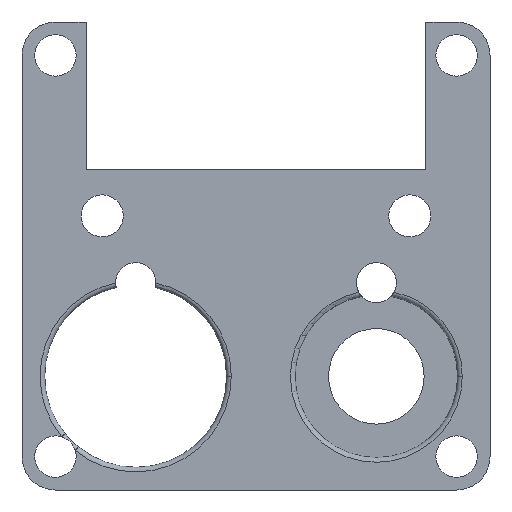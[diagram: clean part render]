
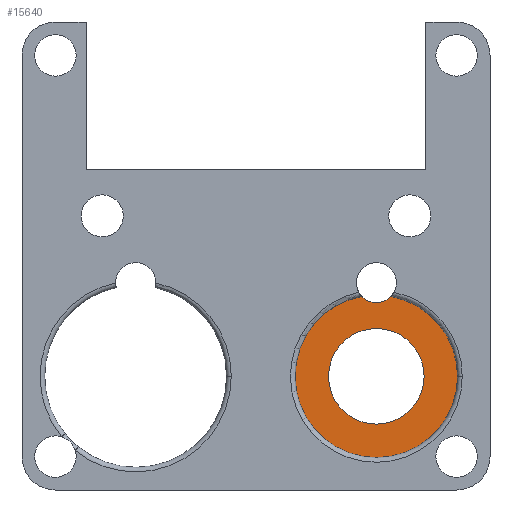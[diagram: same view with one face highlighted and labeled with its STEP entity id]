
A CAD part, front view. The second image highlights one B-rep face of the part: STEP entity #15640.
In plain terms, the highlighted planar face has unit normal (0, -1, 0).
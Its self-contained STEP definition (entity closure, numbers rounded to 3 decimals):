
#668 = CYLINDRICAL_SURFACE('',#669,3.575);
#669 = AXIS2_PLACEMENT_3D('',#670,#671,#672);
#670 = CARTESIAN_POINT('',(9.,0.,-9.));
#671 = DIRECTION('',(0.,1.,0.));
#672 = DIRECTION('',(1.,0.,0.));
#738 = CYLINDRICAL_SURFACE('',#739,1.5);
#739 = AXIS2_PLACEMENT_3D('',#740,#741,#742);
#740 = CARTESIAN_POINT('',(9.,0.,-2.));
#741 = DIRECTION('',(0.,1.,0.));
#742 = DIRECTION('',(1.,0.,0.));
#6665 = VERTEX_POINT('',#6666);
#6666 = CARTESIAN_POINT('',(12.575,-1.,-9.));
#6687 = EDGE_CURVE('',#6665,#6665,#6688,.T.);
#6688 = SURFACE_CURVE('',#6689,(#6694,#6701),.PCURVE_S1.);
#6689 = CIRCLE('',#6690,3.575);
#6690 = AXIS2_PLACEMENT_3D('',#6691,#6692,#6693);
#6691 = CARTESIAN_POINT('',(9.,-1.,-9.));
#6692 = DIRECTION('',(-0.,1.,0.));
#6693 = DIRECTION('',(1.,0.,0.));
#6694 = PCURVE('',#668,#6695);
#6695 = DEFINITIONAL_REPRESENTATION('',(#6696),#6700);
#6696 = LINE('',#6697,#6698);
#6697 = CARTESIAN_POINT('',(-6.283,-1.));
#6698 = VECTOR('',#6699,1.);
#6699 = DIRECTION('',(1.,-0.));
#6700 = ( GEOMETRIC_REPRESENTATION_CONTEXT(2) 
PARAMETRIC_REPRESENTATION_CONTEXT() REPRESENTATION_CONTEXT('2D SPACE',''
  ) );
#6701 = PCURVE('',#6702,#6707);
#6702 = PLANE('',#6703);
#6703 = AXIS2_PLACEMENT_3D('',#6704,#6705,#6706);
#6704 = CARTESIAN_POINT('',(9.,-1.,-9.));
#6705 = DIRECTION('',(0.,1.,0.));
#6706 = DIRECTION('',(0.,0.,1.));
#6707 = DEFINITIONAL_REPRESENTATION('',(#6708),#6712);
#6708 = CIRCLE('',#6709,3.575);
#6709 = AXIS2_PLACEMENT_2D('',#6710,#6711);
#6710 = CARTESIAN_POINT('',(0.,0.));
#6711 = DIRECTION('',(0.,1.));
#6712 = ( GEOMETRIC_REPRESENTATION_CONTEXT(2) 
PARAMETRIC_REPRESENTATION_CONTEXT() REPRESENTATION_CONTEXT('2D SPACE',''
  ) );
#6927 = VERTEX_POINT('',#6928);
#6928 = CARTESIAN_POINT('',(7.904,-1.,-3.025));
#6942 = CYLINDRICAL_SURFACE('',#6943,6.075);
#6943 = AXIS2_PLACEMENT_3D('',#6944,#6945,#6946);
#6944 = CARTESIAN_POINT('',(9.,-4.,-9.));
#6945 = DIRECTION('',(0.,-1.,0.));
#6946 = DIRECTION('',(1.,0.,0.));
#6954 = EDGE_CURVE('',#6955,#6927,#6957,.T.);
#6955 = VERTEX_POINT('',#6956);
#6956 = CARTESIAN_POINT('',(10.096,-1.,-3.025));
#6957 = SURFACE_CURVE('',#6958,(#6963,#6970),.PCURVE_S1.);
#6958 = CIRCLE('',#6959,1.5);
#6959 = AXIS2_PLACEMENT_3D('',#6960,#6961,#6962);
#6960 = CARTESIAN_POINT('',(9.,-1.,-2.));
#6961 = DIRECTION('',(-0.,1.,0.));
#6962 = DIRECTION('',(1.,0.,0.));
#6963 = PCURVE('',#738,#6964);
#6964 = DEFINITIONAL_REPRESENTATION('',(#6965),#6969);
#6965 = LINE('',#6966,#6967);
#6966 = CARTESIAN_POINT('',(-6.283,-1.));
#6967 = VECTOR('',#6968,1.);
#6968 = DIRECTION('',(1.,-0.));
#6969 = ( GEOMETRIC_REPRESENTATION_CONTEXT(2) 
PARAMETRIC_REPRESENTATION_CONTEXT() REPRESENTATION_CONTEXT('2D SPACE',''
  ) );
#6970 = PCURVE('',#6702,#6971);
#6971 = DEFINITIONAL_REPRESENTATION('',(#6972),#6976);
#6972 = CIRCLE('',#6973,1.5);
#6973 = AXIS2_PLACEMENT_2D('',#6974,#6975);
#6974 = CARTESIAN_POINT('',(7.,0.));
#6975 = DIRECTION('',(0.,1.));
#6976 = ( GEOMETRIC_REPRESENTATION_CONTEXT(2) 
PARAMETRIC_REPRESENTATION_CONTEXT() REPRESENTATION_CONTEXT('2D SPACE',''
  ) );
#6994 = CYLINDRICAL_SURFACE('',#6995,6.075);
#6995 = AXIS2_PLACEMENT_3D('',#6996,#6997,#6998);
#6996 = CARTESIAN_POINT('',(9.,-4.,-9.));
#6997 = DIRECTION('',(0.,-1.,0.));
#6998 = DIRECTION('',(1.,0.,0.));
#15640 = ADVANCED_FACE('',(#15641,#15698),#6702,.F.);
#15641 = FACE_BOUND('',#15642,.F.);
#15642 = EDGE_LOOP('',(#15643,#15671,#15697));
#15643 = ORIENTED_EDGE('',*,*,#15644,.F.);
#15644 = EDGE_CURVE('',#15645,#6955,#15647,.T.);
#15645 = VERTEX_POINT('',#15646);
#15646 = CARTESIAN_POINT('',(15.075,-1.,-9.));
#15647 = SURFACE_CURVE('',#15648,(#15653,#15664),.PCURVE_S1.);
#15648 = CIRCLE('',#15649,6.075);
#15649 = AXIS2_PLACEMENT_3D('',#15650,#15651,#15652);
#15650 = CARTESIAN_POINT('',(9.,-1.,-9.));
#15651 = DIRECTION('',(0.,-1.,0.));
#15652 = DIRECTION('',(1.,0.,0.));
#15653 = PCURVE('',#6702,#15654);
#15654 = DEFINITIONAL_REPRESENTATION('',(#15655),#15663);
#15655 = ( BOUNDED_CURVE() B_SPLINE_CURVE(2,(#15656,#15657,#15658,#15659
    ,#15660,#15661,#15662),.UNSPECIFIED.,.T.,.F.) 
B_SPLINE_CURVE_WITH_KNOTS((1,2,2,2,2,1),(-2.094,0.,
    2.094,4.189,6.283,8.378),
.UNSPECIFIED.) CURVE() GEOMETRIC_REPRESENTATION_ITEM() 
RATIONAL_B_SPLINE_CURVE((1.,0.5,1.,0.5,1.,0.5,1.)) REPRESENTATION_ITEM(
  '') );
#15656 = CARTESIAN_POINT('',(0.,6.075));
#15657 = CARTESIAN_POINT('',(10.522,6.075));
#15658 = CARTESIAN_POINT('',(5.261,-3.038));
#15659 = CARTESIAN_POINT('',(0.,-12.15));
#15660 = CARTESIAN_POINT('',(-5.261,-3.038));
#15661 = CARTESIAN_POINT('',(-10.522,6.075));
#15662 = CARTESIAN_POINT('',(0.,6.075));
#15663 = ( GEOMETRIC_REPRESENTATION_CONTEXT(2) 
PARAMETRIC_REPRESENTATION_CONTEXT() REPRESENTATION_CONTEXT('2D SPACE',''
  ) );
#15664 = PCURVE('',#6994,#15665);
#15665 = DEFINITIONAL_REPRESENTATION('',(#15666),#15670);
#15666 = LINE('',#15667,#15668);
#15667 = CARTESIAN_POINT('',(0.,-3.));
#15668 = VECTOR('',#15669,1.);
#15669 = DIRECTION('',(1.,0.));
#15670 = ( GEOMETRIC_REPRESENTATION_CONTEXT(2) 
PARAMETRIC_REPRESENTATION_CONTEXT() REPRESENTATION_CONTEXT('2D SPACE',''
  ) );
#15671 = ORIENTED_EDGE('',*,*,#15672,.F.);
#15672 = EDGE_CURVE('',#6927,#15645,#15673,.T.);
#15673 = SURFACE_CURVE('',#15674,(#15679,#15690),.PCURVE_S1.);
#15674 = CIRCLE('',#15675,6.075);
#15675 = AXIS2_PLACEMENT_3D('',#15676,#15677,#15678);
#15676 = CARTESIAN_POINT('',(9.,-1.,-9.));
#15677 = DIRECTION('',(0.,-1.,0.));
#15678 = DIRECTION('',(1.,0.,0.));
#15679 = PCURVE('',#6702,#15680);
#15680 = DEFINITIONAL_REPRESENTATION('',(#15681),#15689);
#15681 = ( BOUNDED_CURVE() B_SPLINE_CURVE(2,(#15682,#15683,#15684,#15685
    ,#15686,#15687,#15688),.UNSPECIFIED.,.T.,.F.) 
B_SPLINE_CURVE_WITH_KNOTS((1,2,2,2,2,1),(-2.094,0.,
    2.094,4.189,6.283,8.378),
.UNSPECIFIED.) CURVE() GEOMETRIC_REPRESENTATION_ITEM() 
RATIONAL_B_SPLINE_CURVE((1.,0.5,1.,0.5,1.,0.5,1.)) REPRESENTATION_ITEM(
  '') );
#15682 = CARTESIAN_POINT('',(0.,6.075));
#15683 = CARTESIAN_POINT('',(10.522,6.075));
#15684 = CARTESIAN_POINT('',(5.261,-3.038));
#15685 = CARTESIAN_POINT('',(0.,-12.15));
#15686 = CARTESIAN_POINT('',(-5.261,-3.038));
#15687 = CARTESIAN_POINT('',(-10.522,6.075));
#15688 = CARTESIAN_POINT('',(0.,6.075));
#15689 = ( GEOMETRIC_REPRESENTATION_CONTEXT(2) 
PARAMETRIC_REPRESENTATION_CONTEXT() REPRESENTATION_CONTEXT('2D SPACE',''
  ) );
#15690 = PCURVE('',#6942,#15691);
#15691 = DEFINITIONAL_REPRESENTATION('',(#15692),#15696);
#15692 = LINE('',#15693,#15694);
#15693 = CARTESIAN_POINT('',(0.,-3.));
#15694 = VECTOR('',#15695,1.);
#15695 = DIRECTION('',(1.,0.));
#15696 = ( GEOMETRIC_REPRESENTATION_CONTEXT(2) 
PARAMETRIC_REPRESENTATION_CONTEXT() REPRESENTATION_CONTEXT('2D SPACE',''
  ) );
#15697 = ORIENTED_EDGE('',*,*,#6954,.F.);
#15698 = FACE_BOUND('',#15699,.F.);
#15699 = EDGE_LOOP('',(#15700));
#15700 = ORIENTED_EDGE('',*,*,#6687,.F.);
